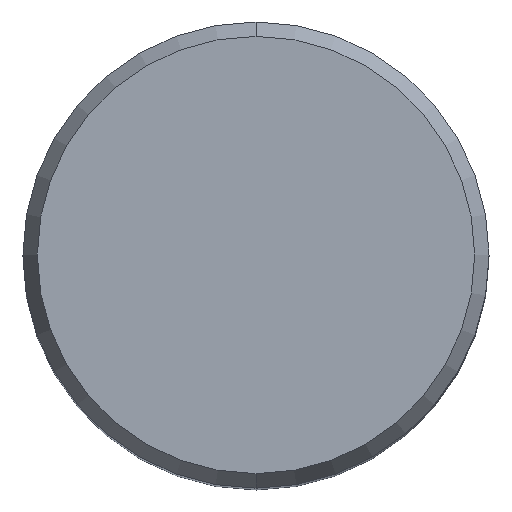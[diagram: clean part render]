
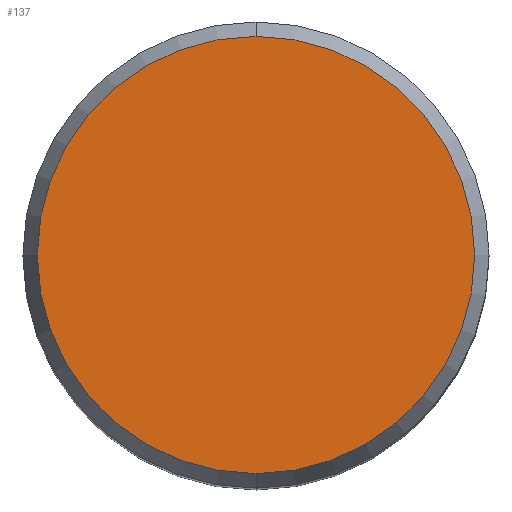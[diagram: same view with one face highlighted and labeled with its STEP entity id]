
A CAD part, top view. The second image highlights one B-rep face of the part: STEP entity #137.
In plain terms, the highlighted planar face has unit normal (0, 0, 1).
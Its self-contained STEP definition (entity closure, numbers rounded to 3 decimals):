
#105=EDGE_CURVE('',#115,#207,#256,.T.);
#115=VERTEX_POINT('',#267);
#137=ADVANCED_FACE('',(#292),#293,.T.);
#143=EDGE_CURVE('',#207,#115,#299,.T.);
#207=VERTEX_POINT('',#372);
#256=CIRCLE('',#421,10.425);
#267=CARTESIAN_POINT('',(0.0,10.425,0.0));
#292=FACE_OUTER_BOUND('',#469,.T.);
#293=PLANE('',#470);
#299=CIRCLE('',#476,10.425);
#372=CARTESIAN_POINT('',(0.,-10.425,0.0));
#421=AXIS2_PLACEMENT_3D('',#608,#609,#610);
#469=EDGE_LOOP('',(#653,#654));
#470=AXIS2_PLACEMENT_3D('',#655,#656,#657);
#476=AXIS2_PLACEMENT_3D('',#659,#660,#661);
#608=CARTESIAN_POINT('',(0.0,0.0,0.0));
#609=DIRECTION('',(0.0,0.0,-1.0));
#610=DIRECTION('',(0.0,1.0,0.0));
#653=ORIENTED_EDGE('',*,*,#105,.F.);
#654=ORIENTED_EDGE('',*,*,#143,.F.);
#655=CARTESIAN_POINT('',(0.0,5.212,0.0));
#656=DIRECTION('',(-0.0,0.0,1.0));
#657=DIRECTION('',(0.0,-1.0,0.0));
#659=CARTESIAN_POINT('',(0.0,0.0,0.0));
#660=DIRECTION('',(0.0,0.0,-1.0));
#661=DIRECTION('',(0.0,1.0,0.0));
